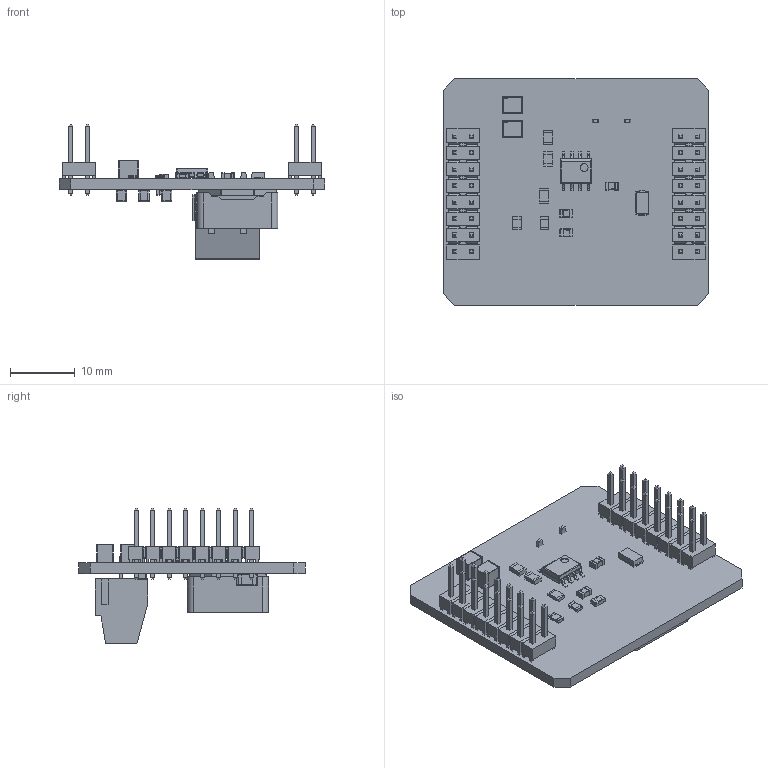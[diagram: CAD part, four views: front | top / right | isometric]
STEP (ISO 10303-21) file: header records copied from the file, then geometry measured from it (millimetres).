
FILE_DESCRIPTION(('Open CASCADE Model'),'2;1');
FILE_NAME('Open CASCADE Shape Model','2022-05-09T02:34:28',('Author'),( 'Open CASCADE'),'Open CASCADE STEP processor 6.8','Open CASCADE 6.8' ,'Unknown');
FILE_SCHEMA(('AUTOMOTIVE_DESIGN { 1 0 10303 214 1 1 1 1 }'));
Length unit declared in the file: millimetre
Products named in the file (67): PCB; Board; Open CASCADE STEP translator 6.8 2.1.1; D1; 6870805440; P2; TSW-108-07-T-D; _TSW-108-07-T-D_body; _T-1S6-07-TSW-1-07-8-D; P1; J1; 6870804320; U1; SOIC-8akaD0008AakaM08A; M08A_ASM_82_ASM; BODY_M08A_35; LEAD_M08A_57; TIEBAR_M08A_2_ASM; MANIFOLD_SOLID_BREP_2784; MANIFOLD_SOLID_BREP_2935; MANIFOLD_SOLID_BREP_3086; MANIFOLD_SOLID_BREP_3237; R6; 7027494160; Extruded; 7027493920; R5; 6870809680; R1; 6478193056; 6478209536; R2; 7027493520; 7027493360; R4; 6870803280; L1; 6870808000; C9; Cap_TDK_C3216X5R1A686M160AC_eec ...
Assembly tree (86 placements, depth 6):
  PCB
    Board
      Open CASCADE STEP translator 6.8 2.1.1
    D1
      6870805440
    P2
      TSW-108-07-T-D
        _TSW-108-07-T-D_body
        _T-1S6-07-TSW-1-07-8-D
    P1
      TSW-108-07-T-D
        _TSW-108-07-T-D_body
        _T-1S6-07-TSW-1-07-8-D
    J1
      6870804320
    U1
      SOIC-8akaD0008AakaM08A
        M08A_ASM_82_ASM
          BODY_M08A_35
          LEAD_M08A_57  x8
          TIEBAR_M08A_2_ASM
            MANIFOLD_SOLID_BREP_2784
            MANIFOLD_SOLID_BREP_2935
            MANIFOLD_SOLID_BREP_3086
            MANIFOLD_SOLID_BREP_3237
    R6
      7027494160  x2
        Extruded
      7027493920
        Extruded
    R5
      6870809680
    R1
      6478193056  x2
        Extruded
      6478209536
        Extruded
    R2
      7027493520  x2
        Extruded
      7027493360
        Extruded
    R4
      6870803280
    L1
      6870808000
    C9
      Cap_TDK_C3216X5R1A686M160AC_eec
        1
        2
        TDK_Logo
    C8
      Cap_TDK_C3216X5R1A686M160AC_eec
        1
        2
        TDK_Logo
    C7
      Cap_TDK_C3216X5R1A686M160AC_eec
        1
        2
Bounding box: 41 x 35 x 20.89 mm (x, y, z)
Volume: 4445.3 mm3; surface area: 7700 mm2
Topology: 143 solids, 144 shells, 3354 faces, 10269 edges, 9266 vertices
Faces by surface type: plane 2457, bspline 395, cylinder 378, sphere 106, torus 16, cone 2
Entity records: 65880 total; most frequent: CARTESIAN_POINT 13966, ORIENTED_EDGE 8660, DIRECTION 7809, EDGE_CURVE 4330, LINE 3491, VECTOR 3491, VERTEX_POINT 2726, AXIS2_PLACEMENT_3D 2159
